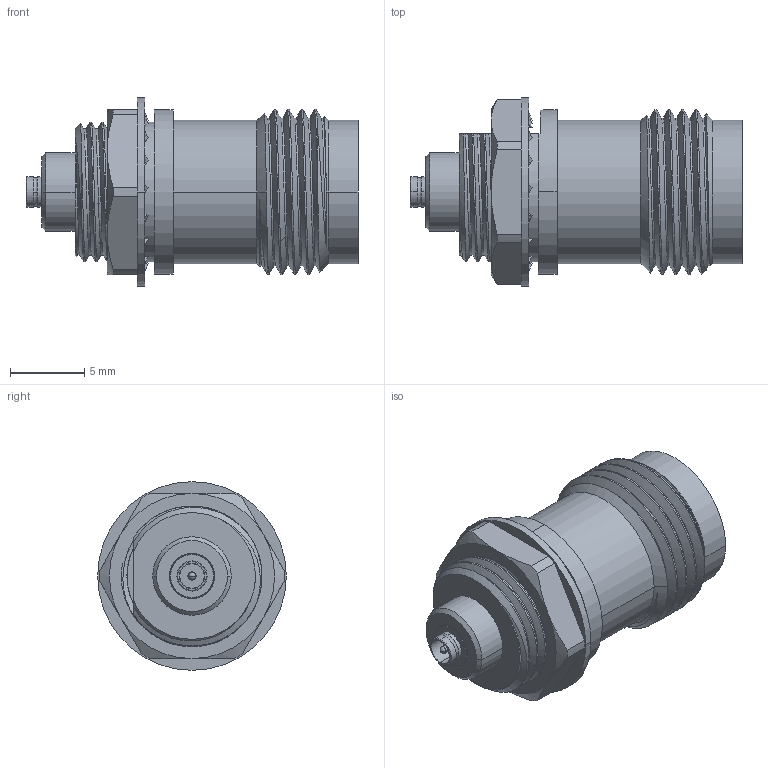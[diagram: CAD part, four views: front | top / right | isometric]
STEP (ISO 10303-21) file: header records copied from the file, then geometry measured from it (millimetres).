
FILE_DESCRIPTION((''),'2;1');
FILE_NAME('31-6208_SW0003','2019-06-19T',('Madhan'),(''),'CREO PARAMETRIC BY PTC INC, 2018360','CREO PARAMETRIC BY PTC INC, 2018360','');
FILE_SCHEMA(('CONFIG_CONTROL_DESIGN'));
Length unit declared in the file: inch
Products named in the file (1): 31-6208_SW0003
Bounding box: 22.35 x 12.7 x 12.7 mm (x, y, z)
Volume: 1191.8 mm3; surface area: 1675.6 mm2
Topology: 1 solids, 1 shells, 414 faces, 1142 edges, 741 vertices
Faces by surface type: plane 205, bspline 107, cylinder 70, cone 28, torus 2, sphere 2
Entity records: 21672 total; most frequent: CARTESIAN_POINT 12120, ORIENTED_EDGE 2280, DIRECTION 1538, EDGE_CURVE 1140, VERTEX_POINT 741, AXIS2_PLACEMENT_3D 563, B_SPLINE_CURVE_WITH_KNOTS 472, EDGE_LOOP 431
